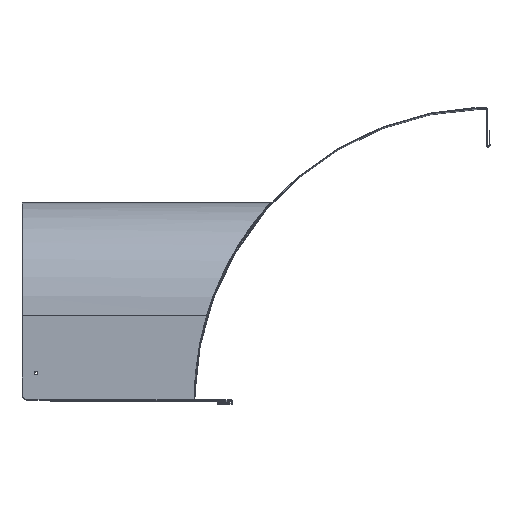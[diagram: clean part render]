
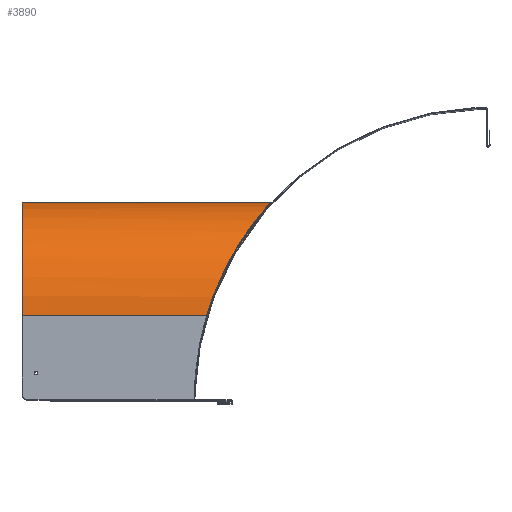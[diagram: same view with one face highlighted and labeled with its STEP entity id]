
A CAD part, top view. The second image highlights one B-rep face of the part: STEP entity #3890.
In plain terms, the highlighted cylindrical face has radius 100 mm (diameter 200 mm), a partial arc.
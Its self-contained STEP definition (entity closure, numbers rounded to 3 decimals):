
#3303=CARTESIAN_POINT('',(100.,75.,247.369));
#3304=VERTEX_POINT('',#3303);
#3312=CARTESIAN_POINT('',(100.,75.,410.0));
#3313=VERTEX_POINT('',#3312);
#3314=CARTESIAN_POINT('',(100.,75.,410.0));
#3315=DIRECTION('',(0.0,0.0,-1.0));
#3316=VECTOR('',#3315,162.631);
#3317=LINE('',#3314,#3316);
#3318=EDGE_CURVE('',#3313,#3304,#3317,.T.);
#3737=CARTESIAN_POINT('',(-100.,75.,247.369));
#3738=VERTEX_POINT('',#3737);
#3746=CARTESIAN_POINT('',(100.,75.,247.369));
#3747=CARTESIAN_POINT('',(100.,81.731,245.355));
#3748=CARTESIAN_POINT('',(99.311,88.578,243.001));
#3749=CARTESIAN_POINT('',(96.528,102.008,237.732));
#3750=CARTESIAN_POINT('',(94.435,108.591,234.819));
#3751=CARTESIAN_POINT('',(89.008,121.087,228.68));
#3752=CARTESIAN_POINT('',(85.67,127.009,225.453));
#3753=CARTESIAN_POINT('',(78.029,137.894,219.014));
#3754=CARTESIAN_POINT('',(73.726,142.859,215.805));
#3755=CARTESIAN_POINT('',(64.933,151.274,210.021));
#3756=CARTESIAN_POINT('',(60.177,155.11,207.21));
#3757=CARTESIAN_POINT('',(49.762,161.963,201.933));
#3758=CARTESIAN_POINT('',(44.101,164.982,199.468));
#3759=CARTESIAN_POINT('',(32.157,169.909,195.314));
#3760=CARTESIAN_POINT('',(25.859,171.821,193.625));
#3761=CARTESIAN_POINT('',(13.006,174.367,191.348));
#3762=CARTESIAN_POINT('',(6.449,175.,190.765));
#3763=CARTESIAN_POINT('',(0.,175.,190.765));
#3764=CARTESIAN_POINT('',(-6.449,175.,190.765));
#3765=CARTESIAN_POINT('',(-13.006,174.367,191.348));
#3766=CARTESIAN_POINT('',(-25.859,171.821,193.625));
#3767=CARTESIAN_POINT('',(-32.157,169.909,195.314));
#3768=CARTESIAN_POINT('',(-44.101,164.982,199.468));
#3769=CARTESIAN_POINT('',(-49.762,161.963,201.933));
#3770=CARTESIAN_POINT('',(-60.177,155.11,207.21));
#3771=CARTESIAN_POINT('',(-64.933,151.274,210.021));
#3772=CARTESIAN_POINT('',(-73.726,142.859,215.805));
#3773=CARTESIAN_POINT('',(-78.029,137.894,219.014));
#3774=CARTESIAN_POINT('',(-85.67,127.009,225.453));
#3775=CARTESIAN_POINT('',(-89.008,121.087,228.68));
#3776=CARTESIAN_POINT('',(-94.435,108.591,234.819));
#3777=CARTESIAN_POINT('',(-96.528,102.008,237.732));
#3778=CARTESIAN_POINT('',(-99.311,88.578,243.001));
#3779=CARTESIAN_POINT('',(-100.,81.731,245.355));
#3780=CARTESIAN_POINT('',(-100.,75.,247.369));
#3781=B_SPLINE_CURVE_WITH_KNOTS('',3,(#3746,#3747,#3748,#3749,#3750,#3751,#3752,#3753,#3754,#3755,#3756,#3757,#3758,#3759,#3760,#3761,#3762,#3763,#3764,#3765,#3766,#3767,#3768,#3769,#3770,#3771,#3772,#3773,#3774,#3775,#3776,#3777,#3778,#3779,#3780),.UNSPECIFIED.,.F.,.U.,(4,2,2,2,2,2,2,2,3,2,2,2,2,2,2,2,4),(-16.17,-14.062,-11.955,-9.847,-7.739,-5.804,-3.87,-1.935,0.0,1.935,3.87,5.804,7.739,9.847,11.955,14.062,16.17),.UNSPECIFIED.);
#3782=EDGE_CURVE('',#3304,#3738,#3781,.T.);
#3866=CARTESIAN_POINT('',(0.,75.,205.0));
#3867=DIRECTION('',(0.0,0.0,1.0));
#3868=DIRECTION('',(1.0,0.0,0.0));
#3869=AXIS2_PLACEMENT_3D('',#3866,#3867,#3868);
#3870=CYLINDRICAL_SURFACE('',#3869,100.0);
#3871=ORIENTED_EDGE('',*,*,#3782,.T.);
#3872=CARTESIAN_POINT('',(-100.,75.,410.0));
#3873=VERTEX_POINT('',#3872);
#3874=CARTESIAN_POINT('',(-100.,75.,410.0));
#3875=DIRECTION('',(0.0,0.0,-1.0));
#3876=VECTOR('',#3875,162.631);
#3877=LINE('',#3874,#3876);
#3878=EDGE_CURVE('',#3873,#3738,#3877,.T.);
#3879=ORIENTED_EDGE('',*,*,#3878,.F.);
#3880=CARTESIAN_POINT('',(0.,75.,410.0));
#3881=DIRECTION('',(0.0,0.0,1.0));
#3882=DIRECTION('',(1.0,0.0,0.0));
#3883=AXIS2_PLACEMENT_3D('',#3880,#3881,#3882);
#3884=CIRCLE('',#3883,100.0);
#3885=EDGE_CURVE('',#3313,#3873,#3884,.T.);
#3886=ORIENTED_EDGE('',*,*,#3885,.F.);
#3887=ORIENTED_EDGE('',*,*,#3318,.T.);
#3888=EDGE_LOOP('',(#3871,#3879,#3886,#3887));
#3889=FACE_OUTER_BOUND('',#3888,.T.);
#3890=ADVANCED_FACE('',(#3889),#3870,.T.);
